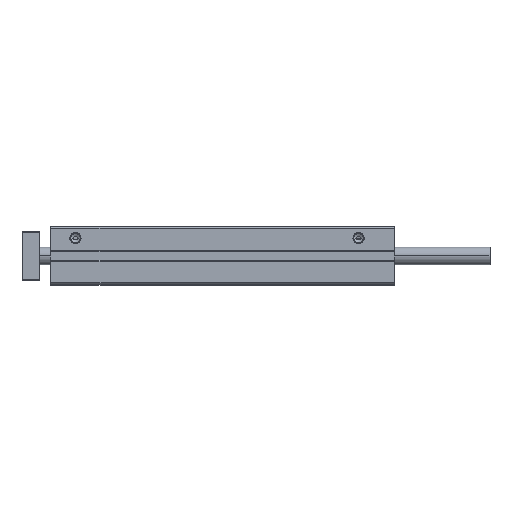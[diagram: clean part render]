
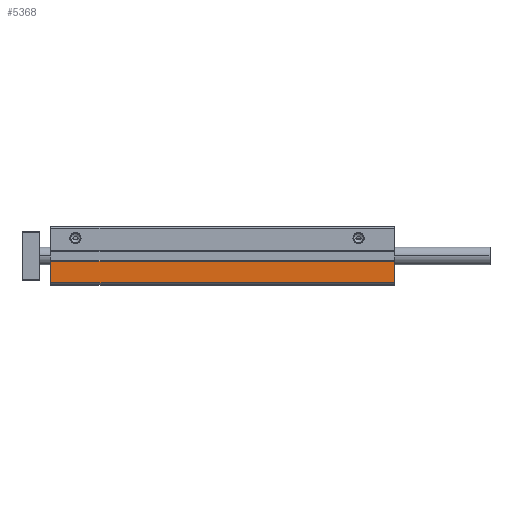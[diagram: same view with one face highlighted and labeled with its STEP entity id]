
A CAD part, top view. The second image highlights one B-rep face of the part: STEP entity #5368.
In plain terms, the highlighted planar face has unit normal (0, 0, 1).
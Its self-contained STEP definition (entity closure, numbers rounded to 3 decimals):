
#229 = LINE ( 'NONE', #4080, #2606 ) ;
#273 = CARTESIAN_POINT ( 'NONE',  ( 0., -12., 29. ) ) ;
#788 = VERTEX_POINT ( 'NONE', #2262 ) ;
#855 = PLANE ( 'NONE',  #7705 ) ;
#1046 = DIRECTION ( 'NONE',  ( 1., 0., 0. ) ) ;
#1442 = CARTESIAN_POINT ( 'NONE',  ( 0., -2.5, 29. ) ) ;
#1742 = CARTESIAN_POINT ( 'NONE',  ( 154., -2.5, 29. ) ) ;
#1889 = ORIENTED_EDGE ( 'NONE', *, *, #8645, .T. ) ;
#2108 = VERTEX_POINT ( 'NONE', #5636 ) ;
#2166 = DIRECTION ( 'NONE',  ( 0., -1., 0. ) ) ;
#2262 = CARTESIAN_POINT ( 'NONE',  ( 0., -2.5, 29. ) ) ;
#2606 = VECTOR ( 'NONE', #8286, 1000. ) ;
#2965 = FACE_OUTER_BOUND ( 'NONE', #9096, .T. ) ;
#3652 = VECTOR ( 'NONE', #9824, 1000. ) ;
#3689 = VECTOR ( 'NONE', #11256, 1000. ) ;
#4080 = CARTESIAN_POINT ( 'NONE',  ( 154., 0., 29. ) ) ;
#4343 = VECTOR ( 'NONE', #2166, 1000. ) ;
#4444 = ORIENTED_EDGE ( 'NONE', *, *, #6697, .F. ) ;
#5177 = VERTEX_POINT ( 'NONE', #1742 ) ;
#5368 = ADVANCED_FACE ( 'NONE', ( #2965 ), #855, .T. ) ;
#5580 = ORIENTED_EDGE ( 'NONE', *, *, #9983, .T. ) ;
#5636 = CARTESIAN_POINT ( 'NONE',  ( 154., -12., 29. ) ) ;
#5906 = CARTESIAN_POINT ( 'NONE',  ( 0., -12., 29. ) ) ;
#6697 = EDGE_CURVE ( 'NONE', #5177, #2108, #229, .T. ) ;
#7060 = EDGE_CURVE ( 'NONE', #2108, #10773, #10649, .T. ) ;
#7705 = AXIS2_PLACEMENT_3D ( 'NONE', #5906, #9840, #1046 ) ;
#7830 = CARTESIAN_POINT ( 'NONE',  ( 0., -12., 29. ) ) ;
#8262 = LINE ( 'NONE', #12167, #4343 ) ;
#8286 = DIRECTION ( 'NONE',  ( 0., -1., 0. ) ) ;
#8645 = EDGE_CURVE ( 'NONE', #5177, #788, #12153, .T. ) ;
#9096 = EDGE_LOOP ( 'NONE', ( #5580, #12628, #4444, #1889 ) ) ;
#9824 = DIRECTION ( 'NONE',  ( -1., 0., 0. ) ) ;
#9840 = DIRECTION ( 'NONE',  ( 0., 0., 1. ) ) ;
#9983 = EDGE_CURVE ( 'NONE', #788, #10773, #8262, .T. ) ;
#10649 = LINE ( 'NONE', #7830, #3652 ) ;
#10773 = VERTEX_POINT ( 'NONE', #273 ) ;
#11256 = DIRECTION ( 'NONE',  ( -1., 0., 0. ) ) ;
#12153 = LINE ( 'NONE', #1442, #3689 ) ;
#12167 = CARTESIAN_POINT ( 'NONE',  ( 0., -12., 29. ) ) ;
#12628 = ORIENTED_EDGE ( 'NONE', *, *, #7060, .F. ) ;
